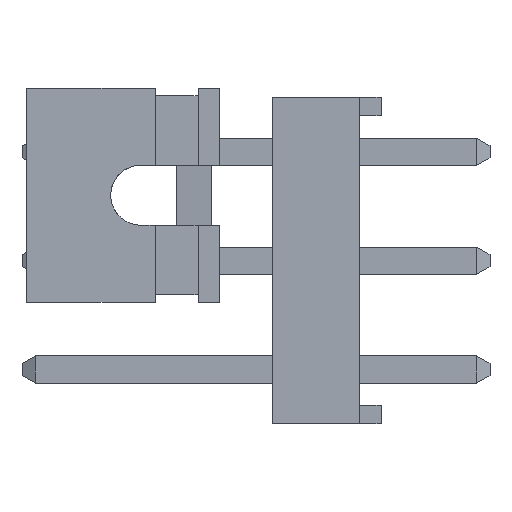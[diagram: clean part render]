
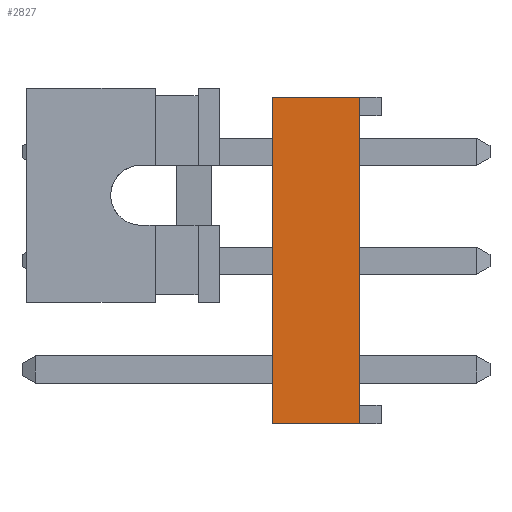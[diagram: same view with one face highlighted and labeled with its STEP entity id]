
A CAD part, left-side view. The second image highlights one B-rep face of the part: STEP entity #2827.
In plain terms, the highlighted planar face has unit normal (-1, 0, 0).
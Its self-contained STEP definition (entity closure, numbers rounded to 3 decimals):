
#65 = CARTESIAN_POINT ( 'NONE',  ( -1.27, 2.54, -3.81 ) ) ;
#222 = LINE ( 'NONE', #697, #1245 ) ;
#442 = EDGE_CURVE ( 'NONE', #4084, #1237, #1141, .T. ) ;
#642 = VERTEX_POINT ( 'NONE', #5652 ) ;
#697 = CARTESIAN_POINT ( 'NONE',  ( -1.27, 2.54, -3.81 ) ) ;
#1075 = CARTESIAN_POINT ( 'NONE',  ( -1.27, 2.54, -3.81 ) ) ;
#1141 = LINE ( 'NONE', #4261, #5165 ) ;
#1165 = ORIENTED_EDGE ( 'NONE', *, *, #442, .F. ) ;
#1237 = VERTEX_POINT ( 'NONE', #5591 ) ;
#1245 = VECTOR ( 'NONE', #4136, 1000. ) ;
#1269 = CARTESIAN_POINT ( 'NONE',  ( -1.27, 0.508, -3.81 ) ) ;
#1383 = PLANE ( 'NONE',  #2308 ) ;
#1797 = VERTEX_POINT ( 'NONE', #1269 ) ;
#1938 = DIRECTION ( 'NONE',  ( 0., -1., 0. ) ) ;
#2040 = DIRECTION ( 'NONE',  ( 0., 0., 1. ) ) ;
#2080 = LINE ( 'NONE', #4697, #5496 ) ;
#2308 = AXIS2_PLACEMENT_3D ( 'NONE', #65, #2366, #4988 ) ;
#2366 = DIRECTION ( 'NONE',  ( 1., 0., 0. ) ) ;
#2408 = EDGE_LOOP ( 'NONE', ( #2606, #4608, #1165, #4943 ) ) ;
#2507 = DIRECTION ( 'NONE',  ( 0., 0., -1. ) ) ;
#2606 = ORIENTED_EDGE ( 'NONE', *, *, #4357, .F. ) ;
#2827 = ADVANCED_FACE ( 'NONE', ( #5416 ), #1383, .F. ) ;
#3170 = VECTOR ( 'NONE', #1938, 1000. ) ;
#3681 = LINE ( 'NONE', #3774, #3170 ) ;
#3774 = CARTESIAN_POINT ( 'NONE',  ( -1.27, 2.54, 3.81 ) ) ;
#3992 = EDGE_CURVE ( 'NONE', #4084, #1797, #222, .T. ) ;
#4084 = VERTEX_POINT ( 'NONE', #1075 ) ;
#4136 = DIRECTION ( 'NONE',  ( 0., -1., 0. ) ) ;
#4261 = CARTESIAN_POINT ( 'NONE',  ( -1.27, 2.54, -3.81 ) ) ;
#4357 = EDGE_CURVE ( 'NONE', #642, #1797, #2080, .T. ) ;
#4608 = ORIENTED_EDGE ( 'NONE', *, *, #5717, .F. ) ;
#4697 = CARTESIAN_POINT ( 'NONE',  ( -1.27, 0.508, -3.81 ) ) ;
#4943 = ORIENTED_EDGE ( 'NONE', *, *, #3992, .T. ) ;
#4988 = DIRECTION ( 'NONE',  ( 0., 1., 0. ) ) ;
#5165 = VECTOR ( 'NONE', #2040, 1000. ) ;
#5416 = FACE_OUTER_BOUND ( 'NONE', #2408, .T. ) ;
#5496 = VECTOR ( 'NONE', #2507, 1000. ) ;
#5591 = CARTESIAN_POINT ( 'NONE',  ( -1.27, 2.54, 3.81 ) ) ;
#5652 = CARTESIAN_POINT ( 'NONE',  ( -1.27, 0.508, 3.81 ) ) ;
#5717 = EDGE_CURVE ( 'NONE', #1237, #642, #3681, .T. ) ;
